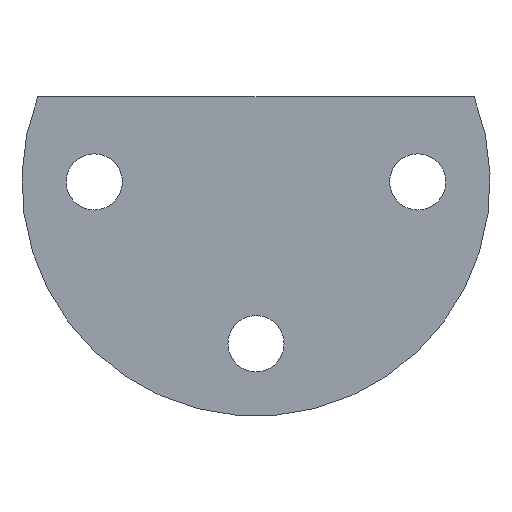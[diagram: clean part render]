
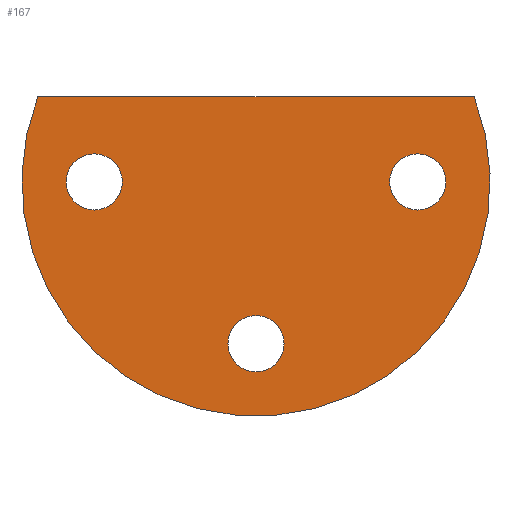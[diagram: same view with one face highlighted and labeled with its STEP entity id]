
A CAD part, left-side view. The second image highlights one B-rep face of the part: STEP entity #167.
In plain terms, the highlighted planar face has unit normal (-1, 0, 0).
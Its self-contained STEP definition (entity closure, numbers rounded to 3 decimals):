
#167 = ADVANCED_FACE( '', ( #338, #339, #340, #341 ), #342, .F. );
#338 = FACE_OUTER_BOUND( '', #522, .T. );
#339 = FACE_BOUND( '', #523, .T. );
#340 = FACE_BOUND( '', #524, .T. );
#341 = FACE_BOUND( '', #525, .T. );
#342 = PLANE( '', #526 );
#522 = EDGE_LOOP( '', ( #797, #798 ) );
#523 = EDGE_LOOP( '', ( #799 ) );
#524 = EDGE_LOOP( '', ( #800 ) );
#525 = EDGE_LOOP( '', ( #801 ) );
#526 = AXIS2_PLACEMENT_3D( '', #802, #803, #804 );
#797 = ORIENTED_EDGE( '', *, *, #1081, .F. );
#798 = ORIENTED_EDGE( '', *, *, #1082, .T. );
#799 = ORIENTED_EDGE( '', *, *, #1083, .F. );
#800 = ORIENTED_EDGE( '', *, *, #1084, .T. );
#801 = ORIENTED_EDGE( '', *, *, #1029, .F. );
#802 = CARTESIAN_POINT( '', ( 0., 0., 0. ) );
#803 = DIRECTION( '', ( 1., 0., 0. ) );
#804 = DIRECTION( '', ( 0., 0., -1. ) );
#1029 = EDGE_CURVE( '', #1200, #1200, #1201, .T. );
#1081 = EDGE_CURVE( '', #1276, #1277, #1278, .T. );
#1082 = EDGE_CURVE( '', #1276, #1277, #1279, .T. );
#1083 = EDGE_CURVE( '', #1280, #1280, #1281, .F. );
#1084 = EDGE_CURVE( '', #1282, #1282, #1283, .T. );
#1200 = VERTEX_POINT( '', #1455 );
#1201 = CIRCLE( '', #1456, 3.3 );
#1276 = VERTEX_POINT( '', #1591 );
#1277 = VERTEX_POINT( '', #1592 );
#1278 = CIRCLE( '', #1593, 27.5 );
#1279 = LINE( '', #1594, #1595 );
#1280 = VERTEX_POINT( '', #1596 );
#1281 = CIRCLE( '', #1597, 3.3 );
#1282 = VERTEX_POINT( '', #1598 );
#1283 = CIRCLE( '', #1599, 3.3 );
#1455 = CARTESIAN_POINT( '', ( 0., -19., 3.3 ) );
#1456 = AXIS2_PLACEMENT_3D( '', #1772, #1773, #1774 );
#1591 = CARTESIAN_POINT( '', ( 0., -25.617, 10. ) );
#1592 = CARTESIAN_POINT( '', ( 0., 25.617, 10. ) );
#1593 = AXIS2_PLACEMENT_3D( '', #1831, #1832, #1833 );
#1594 = CARTESIAN_POINT( '', ( 0., -29.5, 10. ) );
#1595 = VECTOR( '', #1834, 1000. );
#1596 = CARTESIAN_POINT( '', ( 0., 19., -3.3 ) );
#1597 = AXIS2_PLACEMENT_3D( '', #1835, #1836, #1837 );
#1598 = CARTESIAN_POINT( '', ( 0., 0., -22.3 ) );
#1599 = AXIS2_PLACEMENT_3D( '', #1838, #1839, #1840 );
#1772 = CARTESIAN_POINT( '', ( 0., -19., 0. ) );
#1773 = DIRECTION( '', ( -1., 0., 0. ) );
#1774 = DIRECTION( '', ( 0., 0., 1. ) );
#1831 = CARTESIAN_POINT( '', ( 0., 0., 0. ) );
#1832 = DIRECTION( '', ( 1., 0., 0. ) );
#1833 = DIRECTION( '', ( 0., 0., -1. ) );
#1834 = DIRECTION( '', ( 0., 1., 0. ) );
#1835 = CARTESIAN_POINT( '', ( 0., 19., 0. ) );
#1836 = DIRECTION( '', ( 1., 0., 0. ) );
#1837 = DIRECTION( '', ( 0., 0., -1. ) );
#1838 = CARTESIAN_POINT( '', ( 0., 0., -19. ) );
#1839 = DIRECTION( '', ( 1., 0., 0. ) );
#1840 = DIRECTION( '', ( 0., 0., -1. ) );
